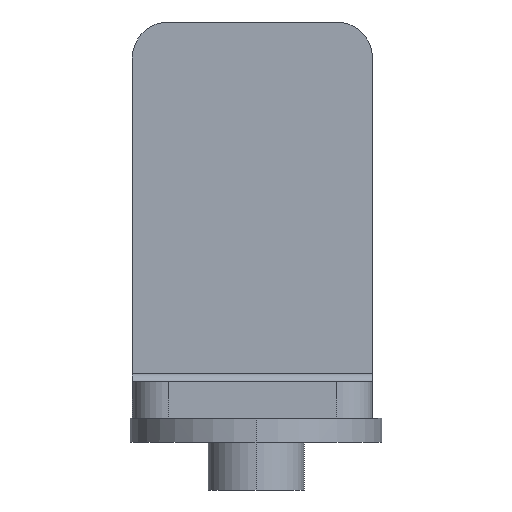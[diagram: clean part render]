
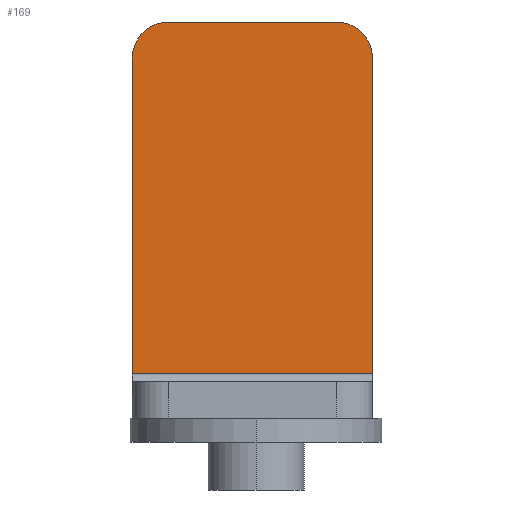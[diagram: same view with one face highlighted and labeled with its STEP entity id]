
A CAD part, front view. The second image highlights one B-rep face of the part: STEP entity #169.
In plain terms, the highlighted planar face has unit normal (0, -1, 0).
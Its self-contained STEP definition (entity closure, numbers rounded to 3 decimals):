
#2 = PLANE ( 'NONE',  #624 ) ;
#13 = EDGE_LOOP ( 'NONE', ( #755, #54, #706, #536, #703, #148 ) ) ;
#17 = EDGE_CURVE ( 'NONE', #589, #30, #846, .T. ) ;
#30 = VERTEX_POINT ( 'NONE', #713 ) ;
#31 = CARTESIAN_POINT ( 'NONE',  ( 1.564, -11.246, -11.381 ) ) ;
#37 = LINE ( 'NONE', #332, #218 ) ;
#53 = CARTESIAN_POINT ( 'NONE',  ( -12.436, -11.246, -14.381 ) ) ;
#54 = ORIENTED_EDGE ( 'NONE', *, *, #428, .T. ) ;
#79 = EDGE_CURVE ( 'NONE', #30, #570, #333, .T. ) ;
#96 = VERTEX_POINT ( 'NONE', #191 ) ;
#128 = VERTEX_POINT ( 'NONE', #334 ) ;
#130 = CARTESIAN_POINT ( 'NONE',  ( -12.436, -11.246, -11.381 ) ) ;
#139 = DIRECTION ( 'NONE',  ( 0., -1., 0. ) ) ;
#148 = ORIENTED_EDGE ( 'NONE', *, *, #484, .T. ) ;
#169 = ADVANCED_FACE ( 'NONE', ( #321 ), #2, .T. ) ;
#191 = CARTESIAN_POINT ( 'NONE',  ( 4.564, -11.246, -40.644 ) ) ;
#195 = DIRECTION ( 'NONE',  ( 0., 0., -1. ) ) ;
#199 = CARTESIAN_POINT ( 'NONE',  ( -15.436, -11.246, -11.381 ) ) ;
#205 = DIRECTION ( 'NONE',  ( 0., 0., -1. ) ) ;
#218 = VECTOR ( 'NONE', #195, 1000. ) ;
#247 = DIRECTION ( 'NONE',  ( 0., -1., 0. ) ) ;
#309 = LINE ( 'NONE', #437, #638 ) ;
#321 = FACE_OUTER_BOUND ( 'NONE', #13, .T. ) ;
#332 = CARTESIAN_POINT ( 'NONE',  ( 4.564, -11.246, -11.381 ) ) ;
#333 = LINE ( 'NONE', #199, #834 ) ;
#334 = CARTESIAN_POINT ( 'NONE',  ( 4.564, -11.246, -14.381 ) ) ;
#360 = VERTEX_POINT ( 'NONE', #31 ) ;
#384 = EDGE_CURVE ( 'NONE', #589, #360, #309, .T. ) ;
#411 = VECTOR ( 'NONE', #637, 1000. ) ;
#428 = EDGE_CURVE ( 'NONE', #128, #360, #594, .T. ) ;
#430 = CARTESIAN_POINT ( 'NONE',  ( -15.436, -11.246, -40.644 ) ) ;
#437 = CARTESIAN_POINT ( 'NONE',  ( -15.436, -11.246, -11.381 ) ) ;
#461 = DIRECTION ( 'NONE',  ( 0., 0., 1. ) ) ;
#472 = CARTESIAN_POINT ( 'NONE',  ( -15.436, -11.246, -11.381 ) ) ;
#484 = EDGE_CURVE ( 'NONE', #570, #96, #772, .T. ) ;
#499 = CARTESIAN_POINT ( 'NONE',  ( 1.564, -11.246, -14.381 ) ) ;
#502 = DIRECTION ( 'NONE',  ( 1., 0., 0. ) ) ;
#518 = AXIS2_PLACEMENT_3D ( 'NONE', #499, #752, #815 ) ;
#536 = ORIENTED_EDGE ( 'NONE', *, *, #17, .T. ) ;
#570 = VERTEX_POINT ( 'NONE', #630 ) ;
#589 = VERTEX_POINT ( 'NONE', #130 ) ;
#594 = CIRCLE ( 'NONE', #518, 3. ) ;
#624 = AXIS2_PLACEMENT_3D ( 'NONE', #472, #139, #461 ) ;
#630 = CARTESIAN_POINT ( 'NONE',  ( -15.436, -11.246, -40.644 ) ) ;
#637 = DIRECTION ( 'NONE',  ( 1., 0., 0. ) ) ;
#638 = VECTOR ( 'NONE', #502, 1000. ) ;
#703 = ORIENTED_EDGE ( 'NONE', *, *, #79, .T. ) ;
#706 = ORIENTED_EDGE ( 'NONE', *, *, #384, .F. ) ;
#713 = CARTESIAN_POINT ( 'NONE',  ( -15.436, -11.246, -14.381 ) ) ;
#717 = DIRECTION ( 'NONE',  ( 0., 0., 1. ) ) ;
#752 = DIRECTION ( 'NONE',  ( 0., -1., 0. ) ) ;
#754 = EDGE_CURVE ( 'NONE', #128, #96, #37, .T. ) ;
#755 = ORIENTED_EDGE ( 'NONE', *, *, #754, .F. ) ;
#772 = LINE ( 'NONE', #430, #411 ) ;
#815 = DIRECTION ( 'NONE',  ( 0., 0., 1. ) ) ;
#827 = AXIS2_PLACEMENT_3D ( 'NONE', #53, #247, #717 ) ;
#834 = VECTOR ( 'NONE', #205, 1000. ) ;
#846 = CIRCLE ( 'NONE', #827, 3. ) ;
